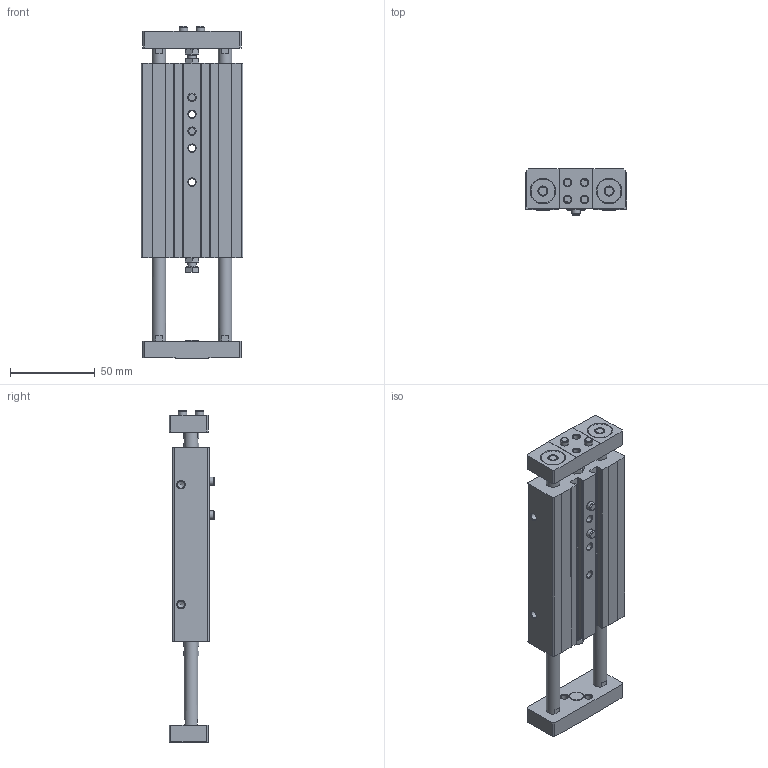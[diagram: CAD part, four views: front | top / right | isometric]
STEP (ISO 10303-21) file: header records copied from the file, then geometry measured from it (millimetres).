
FILE_DESCRIPTION(/* description */ ('STEP AP214'),/* implementation_level */ '2;1');
FILE_NAME(/* name */ '159947_DPZJ-16-40-P-A-S2',/* time_stamp */ '2024-08-21T01:22:12+02:00',/* author */ ('License CC BY-ND 4.0'),/* organization */ ('CADENAS'),/* preprocessor_version */ 'ST-DEVELOPER v19.3',/* originating_system */ 'PARTsolutions',/* authorisation */ ' ');
FILE_SCHEMA (('AUTOMOTIVE_DESIGN {1 0 10303 214 3 1 1}'));
Length unit declared in the file: millimetre
Products named in the file (6): 159947 DPZJ-16-40-P-A-S2---(asm_0); 159947 DPZJ-16-40-P-A-S2---(Z); 159947 DPZJ-16-40-P-A-S2---(K); 150928 ZBS-5; DIN-439-B - M5(F); Hexagon bolt DIN 933 - M5x16
Assembly tree (10 placements, depth 2):
  159947 DPZJ-16-40-P-A-S2---(asm_0)
    159947 DPZJ-16-40-P-A-S2---(Z)
    159947 DPZJ-16-40-P-A-S2---(K)
    150928 ZBS-5  x4
    DIN-439-B - M5(F)  x2
    Hexagon bolt DIN 933 - M5x16  x2
Bounding box: 60 x 27 x 195.6 mm (x, y, z)
Volume: 154297.7 mm3; surface area: 59476.2 mm2
Topology: 10 solids, 10 shells, 345 faces, 837 edges, 535 vertices
Faces by surface type: plane 171, cylinder 100, cone 72, torus 2
Full cylindrical faces by diameter (mm): 3.242 x8, 4.134 x13, 5 x12, 6 x4, 6.88 x2, 7.5 x3, 8 x10, 14 x4, 15 x4, 16 x4
Entity records: 8354 total; most frequent: CARTESIAN_POINT 1514, DIRECTION 1426, ORIENTED_EDGE 1196, EDGE_CURVE 598, AXIS2_PLACEMENT_3D 554, FACE_BOUND 466, EDGE_LOOP 456, VERTEX_POINT 450
